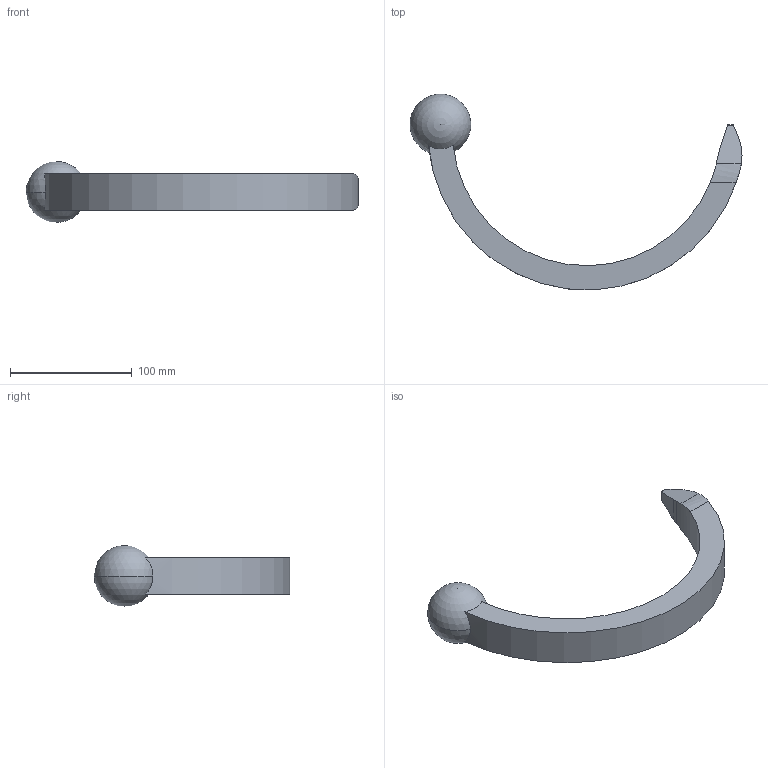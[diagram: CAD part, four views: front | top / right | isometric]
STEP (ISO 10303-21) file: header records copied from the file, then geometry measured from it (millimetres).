
FILE_DESCRIPTION (( 'STEP AP203' ), '1' );
FILE_NAME ('needle_threading.STEP', '2024-11-25T22:03:34', ( 'User' ), ( '' ), 'SwSTEP 2.0', 'SolidWorks 2022', '' );
FILE_SCHEMA (( 'CONFIG_CONTROL_DESIGN' ));
Length unit declared in the file: millimetre
Products named in the file (1): needle_threading
Bounding box: 272.72 x 160.83 x 50 mm (x, y, z)
Volume: 274196.6 mm3; surface area: 42923.6 mm2
Topology: 1 solids, 1 shells, 20 faces, 60 edges, 40 vertices
Faces by surface type: cylinder 11, plane 7, sphere 2
Entity records: 768 total; most frequent: CARTESIAN_POINT 237, ORIENTED_EDGE 110, DIRECTION 79, EDGE_CURVE 55, VERTEX_POINT 37, AXIS2_PLACEMENT_3D 29, VECTOR 21, LINE 21
